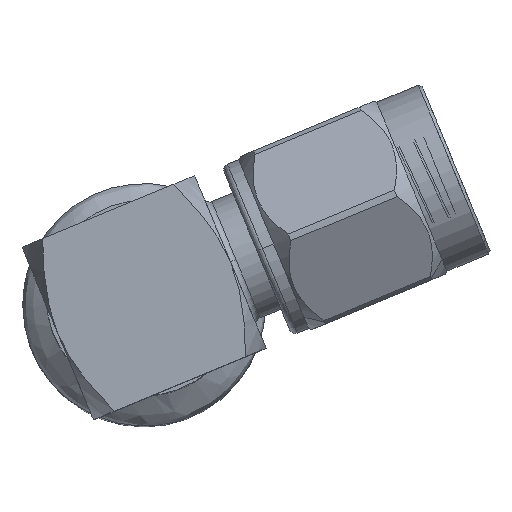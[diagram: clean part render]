
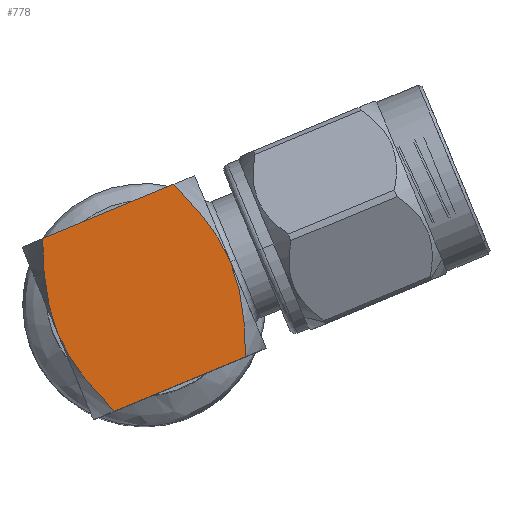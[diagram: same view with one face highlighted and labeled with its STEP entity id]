
A CAD part, top view. The second image highlights one B-rep face of the part: STEP entity #778.
In plain terms, the highlighted face is planar.
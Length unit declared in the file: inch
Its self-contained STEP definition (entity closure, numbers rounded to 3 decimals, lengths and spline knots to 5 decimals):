
#504 = CARTESIAN_POINT ( 'NONE',  ( -0.156, 0.13094, 0.12863 ) ) ;
#699 = VECTOR ( 'NONE', #14432, 39.37008 ) ;
#778 = ADVANCED_FACE ( 'NONE', ( #11523 ), #14920, .F. ) ;
#1468 = ORIENTED_EDGE ( 'NONE', *, *, #4721, .F. ) ;
#1520 = CARTESIAN_POINT ( 'NONE',  ( -0.156, 0.156, 0.156 ) ) ;
#1573 = CARTESIAN_POINT ( 'NONE',  ( -0.156, 0.13094, -0.12863 ) ) ;
#1778 = CARTESIAN_POINT ( 'NONE',  ( -0.156, -0.156, -0.11869 ) ) ;
#1949 = CARTESIAN_POINT ( 'NONE',  ( -0.156, 0., 0.156 ) ) ;
#1955 = CARTESIAN_POINT ( 'NONE',  ( -0.156, 0.156, -0.11869 ) ) ;
#1965 = CARTESIAN_POINT ( 'NONE',  ( -0.156, -0.05363, -0.15112 ) ) ;
#2402 = VERTEX_POINT ( 'NONE', #4555 ) ;
#2864 = AXIS2_PLACEMENT_3D ( 'NONE', #13660, #17985, #17344 ) ;
#3023 = EDGE_CURVE ( 'NONE', #6598, #13884, #16625, .T. ) ;
#3061 = EDGE_LOOP ( 'NONE', ( #6670, #9796, #15956, #1468, #16067, #13746 ) ) ;
#3228 = CARTESIAN_POINT ( 'NONE',  ( -0.156, -0.1311, -0.12886 ) ) ;
#3294 = CARTESIAN_POINT ( 'NONE',  ( -0.156, -0.01342, -0.156 ) ) ;
#3394 = CARTESIAN_POINT ( 'NONE',  ( -0.156, -0.02703, 0.15496 ) ) ;
#3418 = CARTESIAN_POINT ( 'NONE',  ( -0.156, 0., -0.156 ) ) ;
#3532 = CARTESIAN_POINT ( 'NONE',  ( -0.156, 0.156, 0.11869 ) ) ;
#4555 = CARTESIAN_POINT ( 'NONE',  ( -0.156, 0., -0.156 ) ) ;
#4570 = B_SPLINE_CURVE_WITH_KNOTS ( 'NONE', 3,
 ( #14848, #4645, #3394, #13410, #11871, #7472, #6095, #14658 ),
 .UNSPECIFIED., .F., .F.,
 ( 4, 2, 2, 4 ),
 ( 0.01439, 0.0154, 0.01642, 0.01845 ),
 .UNSPECIFIED. ) ;
#4645 = CARTESIAN_POINT ( 'NONE',  ( -0.156, -0.01342, 0.156 ) ) ;
#4721 = EDGE_CURVE ( 'NONE', #16690, #13944, #18421, .T. ) ;
#4782 = CARTESIAN_POINT ( 'NONE',  ( -0.156, 0.14353, 0.12378 ) ) ;
#4903 = CARTESIAN_POINT ( 'NONE',  ( -0.156, 0.02707, 0.156 ) ) ;
#5566 = CARTESIAN_POINT ( 'NONE',  ( -0.156, -0.156, 0.156 ) ) ;
#5642 = VECTOR ( 'NONE', #10068, 39.37008 ) ;
#6045 = VERTEX_POINT ( 'NONE', #17136 ) ;
#6095 = CARTESIAN_POINT ( 'NONE',  ( -0.156, -0.1311, 0.12886 ) ) ;
#6598 = VERTEX_POINT ( 'NONE', #17545 ) ;
#6670 = ORIENTED_EDGE ( 'NONE', *, *, #13392, .F. ) ;
#7107 = CARTESIAN_POINT ( 'NONE',  ( -0.156, 0., -0.156 ) ) ;
#7349 = CARTESIAN_POINT ( 'NONE',  ( -0.156, 0.10537, -0.13754 ) ) ;
#7472 = CARTESIAN_POINT ( 'NONE',  ( -0.156, -0.10564, 0.13811 ) ) ;
#7656 = CARTESIAN_POINT ( 'NONE',  ( -0.156, 0.05347, 0.1518 ) ) ;
#8081 = CARTESIAN_POINT ( 'NONE',  ( -0.156, -0.156, -0.11869 ) ) ;
#9100 = CARTESIAN_POINT ( 'NONE',  ( -0.156, 0., 0.156 ) ) ;
#9123 = CARTESIAN_POINT ( 'NONE',  ( -0.156, -0.06673, -0.14833 ) ) ;
#9295 = CARTESIAN_POINT ( 'NONE',  ( -0.156, 0.10537, 0.13754 ) ) ;
#9796 = ORIENTED_EDGE ( 'NONE', *, *, #3023, .F. ) ;
#10068 = DIRECTION ( 'NONE',  ( 0., 0., -1. ) ) ;
#11320 = EDGE_CURVE ( 'NONE', #13944, #6598, #4570, .T. ) ;
#11523 = FACE_OUTER_BOUND ( 'NONE', #3061, .T. ) ;
#11871 = CARTESIAN_POINT ( 'NONE',  ( -0.156, -0.06673, 0.14833 ) ) ;
#12367 = LINE ( 'NONE', #1520, #699 ) ;
#13241 = CARTESIAN_POINT ( 'NONE',  ( -0.156, -0.02703, -0.15496 ) ) ;
#13392 = EDGE_CURVE ( 'NONE', #13884, #2402, #15924, .T. ) ;
#13410 = CARTESIAN_POINT ( 'NONE',  ( -0.156, -0.05363, 0.15112 ) ) ;
#13660 = CARTESIAN_POINT ( 'NONE',  ( -0.156, -0.156, 0.156 ) ) ;
#13746 = ORIENTED_EDGE ( 'NONE', *, *, #15916, .F. ) ;
#13884 = VERTEX_POINT ( 'NONE', #8081 ) ;
#13944 = VERTEX_POINT ( 'NONE', #9100 ) ;
#14355 = CARTESIAN_POINT ( 'NONE',  ( -0.156, 0.02707, -0.156 ) ) ;
#14432 = DIRECTION ( 'NONE',  ( 0., 0., -1. ) ) ;
#14658 = CARTESIAN_POINT ( 'NONE',  ( -0.156, -0.156, 0.11869 ) ) ;
#14848 = CARTESIAN_POINT ( 'NONE',  ( -0.156, 0., 0.156 ) ) ;
#14873 = CARTESIAN_POINT ( 'NONE',  ( -0.156, 0.156, 0.11869 ) ) ;
#14920 = PLANE ( 'NONE',  #2864 ) ;
#15805 = CARTESIAN_POINT ( 'NONE',  ( -0.156, 0.05347, -0.1518 ) ) ;
#15916 = EDGE_CURVE ( 'NONE', #2402, #6045, #17741, .T. ) ;
#15924 = B_SPLINE_CURVE_WITH_KNOTS ( 'NONE', 3,
 ( #1778, #3228, #17623, #9123, #1965, #13241, #3294, #3418 ),
 .UNSPECIFIED., .F., .F.,
 ( 4, 2, 2, 4 ),
 ( 0.00439, 0.00644, 0.00746, 0.00849 ),
 .UNSPECIFIED. ) ;
#15956 = ORIENTED_EDGE ( 'NONE', *, *, #11320, .F. ) ;
#16067 = ORIENTED_EDGE ( 'NONE', *, *, #18047, .T. ) ;
#16303 = CARTESIAN_POINT ( 'NONE',  ( -0.156, 0.09245, 0.14159 ) ) ;
#16625 = LINE ( 'NONE', #5566, #5642 ) ;
#16690 = VERTEX_POINT ( 'NONE', #14873 ) ;
#17136 = CARTESIAN_POINT ( 'NONE',  ( -0.156, 0.156, -0.11869 ) ) ;
#17298 = CARTESIAN_POINT ( 'NONE',  ( -0.156, 0.09245, -0.14159 ) ) ;
#17344 = DIRECTION ( 'NONE',  ( 0., 0., -1. ) ) ;
#17478 = CARTESIAN_POINT ( 'NONE',  ( -0.156, 0.14353, -0.12378 ) ) ;
#17545 = CARTESIAN_POINT ( 'NONE',  ( -0.156, -0.156, 0.11869 ) ) ;
#17623 = CARTESIAN_POINT ( 'NONE',  ( -0.156, -0.10564, -0.13811 ) ) ;
#17741 = B_SPLINE_CURVE_WITH_KNOTS ( 'NONE', 3,
 ( #7107, #14355, #15805, #17298, #7349, #1573, #17478, #1955 ),
 .UNSPECIFIED., .F., .F.,
 ( 4, 2, 2, 4 ),
 ( 0.00849, 0.01055, 0.01159, 0.01262 ),
 .UNSPECIFIED. ) ;
#17985 = DIRECTION ( 'NONE',  ( 1., 0., 0. ) ) ;
#18047 = EDGE_CURVE ( 'NONE', #16690, #6045, #12367, .T. ) ;
#18421 = B_SPLINE_CURVE_WITH_KNOTS ( 'NONE', 3,
 ( #3532, #4782, #504, #9295, #16303, #7656, #4903, #1949 ),
 .UNSPECIFIED., .F., .F.,
 ( 4, 2, 2, 4 ),
 ( 0.01029, 0.01132, 0.01234, 0.01439 ),
 .UNSPECIFIED. ) ;
